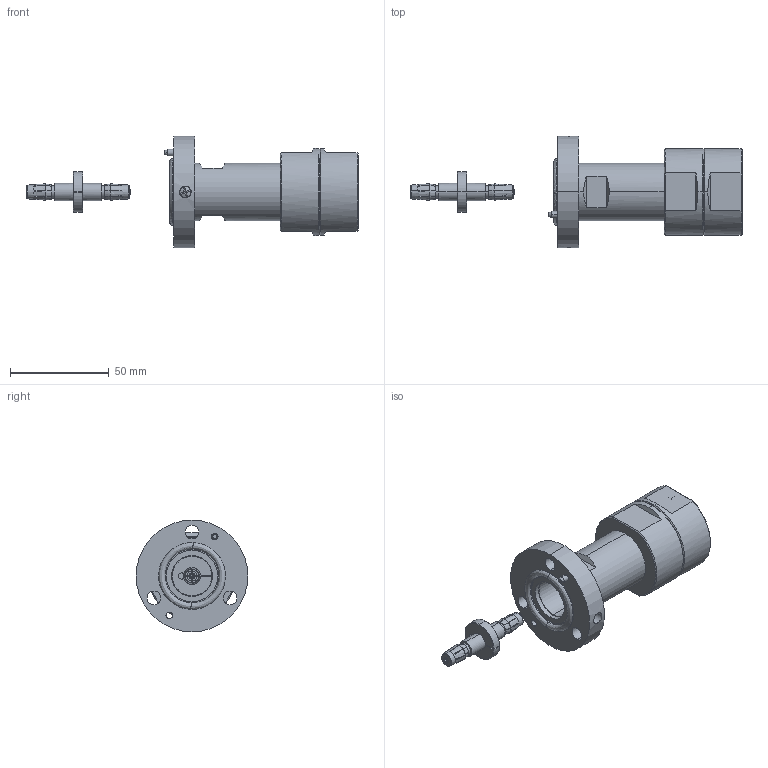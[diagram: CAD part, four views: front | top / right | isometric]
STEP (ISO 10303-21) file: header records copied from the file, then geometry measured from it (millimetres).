
FILE_DESCRIPTION (( 'STEP AP203' ), '1' );
FILE_NAME ('3190-2780(EZ-1200-78EIA-2).STEP', '2020-09-28T07:07:51', ( '' ), ( '' ), 'SwSTEP 2.0', 'SolidWorks 2017', '' );
FILE_SCHEMA (( 'CONFIG_CONTROL_DESIGN' ));
Length unit declared in the file: millimetre
Products named in the file (1): 3190-2780(EZ-1200-78EIA-2)
Bounding box: 167.9 x 56.5 x 56.5 mm (x, y, z)
Volume: 96687.2 mm3; surface area: 29189.1 mm2
Topology: 2 solids, 14 shells, 445 faces, 1155 edges, 742 vertices
Faces by surface type: plane 160, cone 118, cylinder 109, bspline 52, torus 6
Entity records: 14838 total; most frequent: CARTESIAN_POINT 4129, ORIENTED_EDGE 2302, DIRECTION 2187, EDGE_CURVE 1151, AXIS2_PLACEMENT_3D 916, VERTEX_POINT 742, CIRCLE 522, EDGE_LOOP 491
